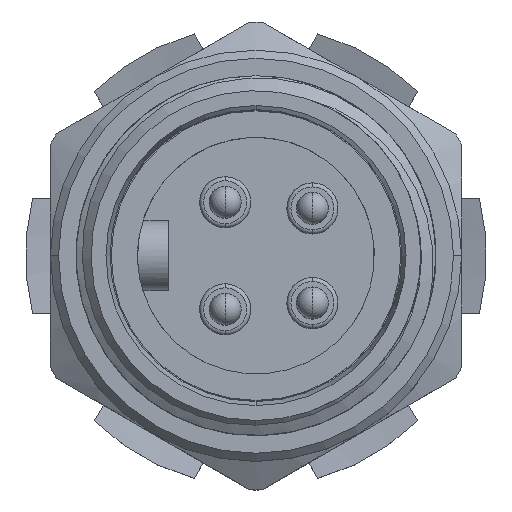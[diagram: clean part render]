
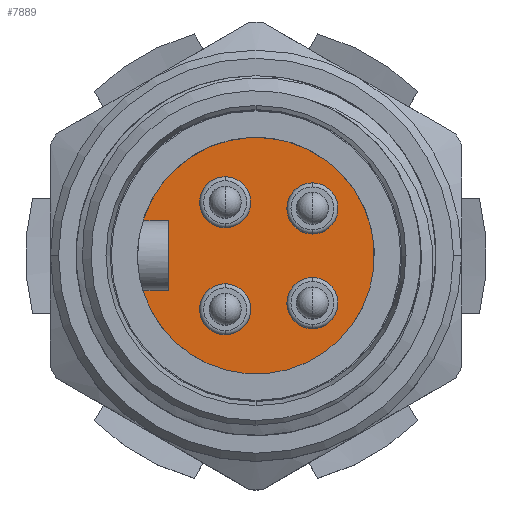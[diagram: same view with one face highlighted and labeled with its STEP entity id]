
A CAD part, top view. The second image highlights one B-rep face of the part: STEP entity #7889.
In plain terms, the highlighted planar face has unit normal (0, 0, 1).
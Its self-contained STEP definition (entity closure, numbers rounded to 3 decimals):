
#3038=CARTESIAN_POINT('',(0.,0.,7.9));
#3039=DIRECTION('',(0.,0.,1.));
#3040=DIRECTION('',(-0.956,-0.295,0.));
#3041=AXIS2_PLACEMENT_3D('',#3038,#3039,#3040);
#3090=DIRECTION('',(-1.,0.,0.));
#3091=VECTOR('',#3090,1.576);
#3092=CARTESIAN_POINT('',(-5.4,2.15,7.9));
#3093=LINE('',#3092,#3091);
#3094=DIRECTION('',(1.,0.,0.));
#3095=VECTOR('',#3094,1.576);
#3096=CARTESIAN_POINT('',(-6.976,-2.15,7.9));
#3097=LINE('',#3096,#3095);
#3098=DIRECTION('',(0.,1.,0.));
#3099=VECTOR('',#3098,4.3);
#3100=CARTESIAN_POINT('',(-5.4,-2.15,7.9));
#3101=LINE('',#3100,#3099);
#3102=CARTESIAN_POINT('',(3.48,2.92,7.9));
#3103=DIRECTION('',(0.,0.,1.));
#3104=DIRECTION('',(0.,1.,0.));
#3105=AXIS2_PLACEMENT_3D('',#3102,#3103,#3104);
#3107=CARTESIAN_POINT('',(3.48,2.92,7.9));
#3108=DIRECTION('',(0.,0.,1.));
#3109=DIRECTION('',(0.,-1.,0.));
#3110=AXIS2_PLACEMENT_3D('',#3107,#3108,#3109);
#3112=CARTESIAN_POINT('',(3.48,-2.92,7.9));
#3113=DIRECTION('',(0.,0.,1.));
#3114=DIRECTION('',(0.,1.,0.));
#3115=AXIS2_PLACEMENT_3D('',#3112,#3113,#3114);
#3117=CARTESIAN_POINT('',(3.48,-2.92,7.9));
#3118=DIRECTION('',(0.,0.,1.));
#3119=DIRECTION('',(0.,-1.,0.));
#3120=AXIS2_PLACEMENT_3D('',#3117,#3118,#3119);
#3122=CARTESIAN_POINT('',(-1.9,3.3,7.9));
#3123=DIRECTION('',(0.,0.,1.));
#3124=DIRECTION('',(0.,1.,0.));
#3125=AXIS2_PLACEMENT_3D('',#3122,#3123,#3124);
#3127=CARTESIAN_POINT('',(-1.9,3.3,7.9));
#3128=DIRECTION('',(0.,0.,1.));
#3129=DIRECTION('',(0.,-1.,0.));
#3130=AXIS2_PLACEMENT_3D('',#3127,#3128,#3129);
#3132=CARTESIAN_POINT('',(-1.9,-3.3,7.9));
#3133=DIRECTION('',(0.,0.,1.));
#3134=DIRECTION('',(0.,1.,0.));
#3135=AXIS2_PLACEMENT_3D('',#3132,#3133,#3134);
#3137=CARTESIAN_POINT('',(-1.9,-3.3,7.9));
#3138=DIRECTION('',(0.,0.,1.));
#3139=DIRECTION('',(0.,-1.,0.));
#3140=AXIS2_PLACEMENT_3D('',#3137,#3138,#3139);
#4221=CARTESIAN_POINT('',(-5.4,2.15,7.9));
#4222=CARTESIAN_POINT('',(-6.976,2.15,7.9));
#4223=VERTEX_POINT('',#4221);
#4224=VERTEX_POINT('',#4222);
#4225=CARTESIAN_POINT('',(-6.976,-2.15,7.9));
#4226=CARTESIAN_POINT('',(-5.4,-2.15,7.9));
#4227=VERTEX_POINT('',#4225);
#4228=VERTEX_POINT('',#4226);
#4249=CARTESIAN_POINT('',(3.48,4.495,7.9));
#4250=CARTESIAN_POINT('',(3.48,1.345,7.9));
#4251=VERTEX_POINT('',#4249);
#4252=VERTEX_POINT('',#4250);
#4253=CARTESIAN_POINT('',(3.48,-1.345,7.9));
#4254=CARTESIAN_POINT('',(3.48,-4.495,7.9));
#4255=VERTEX_POINT('',#4253);
#4256=VERTEX_POINT('',#4254);
#4257=CARTESIAN_POINT('',(-1.9,4.875,7.9));
#4258=CARTESIAN_POINT('',(-1.9,1.725,7.9));
#4259=VERTEX_POINT('',#4257);
#4260=VERTEX_POINT('',#4258);
#4261=CARTESIAN_POINT('',(-1.9,-1.725,7.9));
#4262=CARTESIAN_POINT('',(-1.9,-4.875,7.9));
#4263=VERTEX_POINT('',#4261);
#4264=VERTEX_POINT('',#4262);
#7853=CARTESIAN_POINT('',(0.,0.,7.9));
#7854=DIRECTION('',(0.,0.,-1.));
#7855=DIRECTION('',(0.,1.,0.));
#7856=AXIS2_PLACEMENT_3D('',#7853,#7854,#7855);
#7857=PLANE('',#7856);
#7858=ORIENTED_EDGE('',*,*,#7816,.T.);
#7859=ORIENTED_EDGE('',*,*,#7803,.F.);
#7861=ORIENTED_EDGE('',*,*,#7860,.T.);
#7862=ORIENTED_EDGE('',*,*,#7846,.T.);
#7863=EDGE_LOOP('',(#7858,#7859,#7861,#7862));
#7864=FACE_OUTER_BOUND('',#7863,.F.);
#7866=ORIENTED_EDGE('',*,*,#7865,.T.);
#7868=ORIENTED_EDGE('',*,*,#7867,.T.);
#7869=EDGE_LOOP('',(#7866,#7868));
#7870=FACE_BOUND('',#7869,.F.);
#7872=ORIENTED_EDGE('',*,*,#7871,.T.);
#7874=ORIENTED_EDGE('',*,*,#7873,.T.);
#7875=EDGE_LOOP('',(#7872,#7874));
#7876=FACE_BOUND('',#7875,.F.);
#7878=ORIENTED_EDGE('',*,*,#7877,.T.);
#7880=ORIENTED_EDGE('',*,*,#7879,.T.);
#7881=EDGE_LOOP('',(#7878,#7880));
#7882=FACE_BOUND('',#7881,.F.);
#7884=ORIENTED_EDGE('',*,*,#7883,.T.);
#7886=ORIENTED_EDGE('',*,*,#7885,.T.);
#7887=EDGE_LOOP('',(#7884,#7886));
#7888=FACE_BOUND('',#7887,.F.);
#7889=ADVANCED_FACE('',(#7864,#7870,#7876,#7882,#7888),#7857,.F.);
#3042=CIRCLE('',#3041,7.3);
#3106=CIRCLE('',#3105,1.575);
#3111=CIRCLE('',#3110,1.575);
#3116=CIRCLE('',#3115,1.575);
#3121=CIRCLE('',#3120,1.575);
#3126=CIRCLE('',#3125,1.575);
#3131=CIRCLE('',#3130,1.575);
#3136=CIRCLE('',#3135,1.575);
#3141=CIRCLE('',#3140,1.575);
#7803=EDGE_CURVE('',#4227,#4224,#3042,.T.);
#7816=EDGE_CURVE('',#4223,#4224,#3093,.T.);
#7846=EDGE_CURVE('',#4228,#4223,#3101,.T.);
#7860=EDGE_CURVE('',#4227,#4228,#3097,.T.);
#7865=EDGE_CURVE('',#4251,#4252,#3106,.T.);
#7867=EDGE_CURVE('',#4252,#4251,#3111,.T.);
#7871=EDGE_CURVE('',#4255,#4256,#3116,.T.);
#7873=EDGE_CURVE('',#4256,#4255,#3121,.T.);
#7877=EDGE_CURVE('',#4259,#4260,#3126,.T.);
#7879=EDGE_CURVE('',#4260,#4259,#3131,.T.);
#7883=EDGE_CURVE('',#4263,#4264,#3136,.T.);
#7885=EDGE_CURVE('',#4264,#4263,#3141,.T.);
